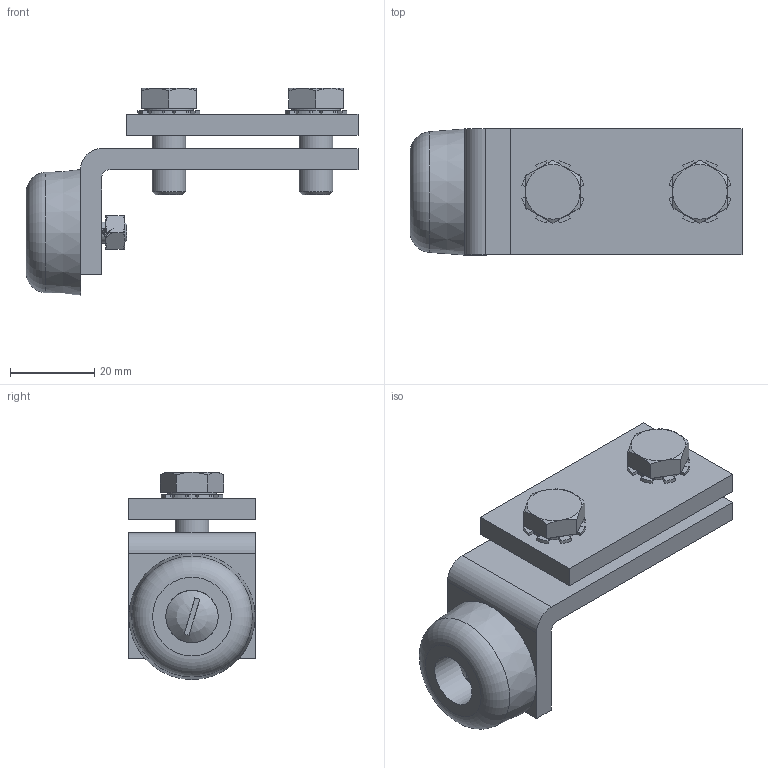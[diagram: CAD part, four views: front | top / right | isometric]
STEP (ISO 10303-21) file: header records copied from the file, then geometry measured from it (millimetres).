
FILE_DESCRIPTION(/* description */ ('Butée Longue 9040'),/* implementation_level */ '2;1');
FILE_NAME(/* name */ '9149XA4.stp',/* time_stamp */ '2019-08-23T08:27:18+02:00',/* author */ ('Marc'),/* organization */ (''),/* preprocessor_version */ 'ST-DEVELOPER v17.2',/* originating_system */ 'Autodesk Inventor 2019',/* authorisation */ '');
FILE_SCHEMA (('AUTOMOTIVE_DESIGN { 1 0 10303 214 3 1 1 }'));
Length unit declared in the file: millimetre
Products named in the file (9): 9149XA4; 17725P; 17725; 15546; 04585; 06003; 09013; 04599; 09015
Assembly tree (10 placements, depth 2):
  9149XA4
    17725P
    17725
    15546
    04585
    06003
    09013
    04599  x2
    09015  x2
Bounding box: 79 x 30 x 49.3 mm (x, y, z)
Volume: 32159.4 mm3; surface area: 17028.7 mm2
Topology: 10 solids, 10 shells, 820 faces, 2373 edges, 1579 vertices
Faces by surface type: cylinder 698, plane 90, cone 30, torus 1, bspline 1
Full cylindrical faces by diameter (mm): 4.134 x1, 5 x1, 5.3 x1, 6 x1, 6.5 x1, 6.647 x2, 8 x2, 8.2 x2, 8.4 x2, 11.63 x2, 12.5 x1
Entity records: 31526 total; most frequent: CARTESIAN_POINT 14655, ORIENTED_EDGE 4368, EDGE_CURVE 2184, DIRECTION 2150, B_SPLINE_CURVE_WITH_KNOTS 1742, VERTEX_POINT 1454, AXIS2_PLACEMENT_3D 977, EDGE_LOOP 772
